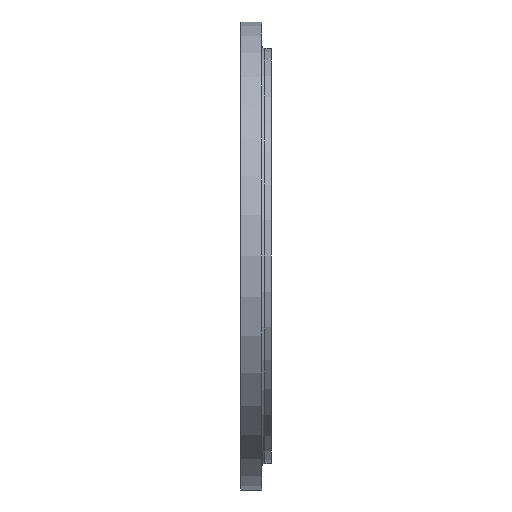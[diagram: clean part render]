
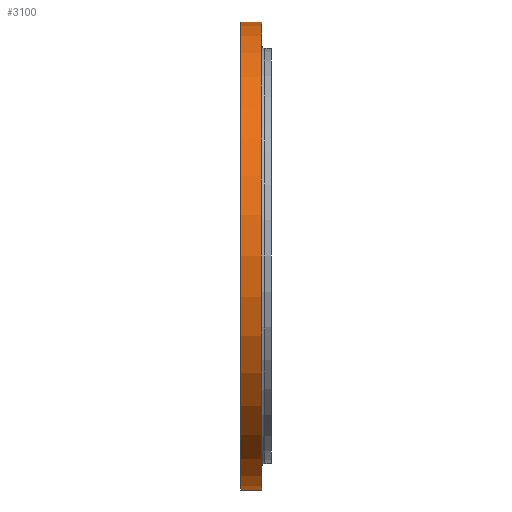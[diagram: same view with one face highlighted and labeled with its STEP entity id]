
A CAD part, front view. The second image highlights one B-rep face of the part: STEP entity #3100.
In plain terms, the highlighted cylindrical face has radius 841.375 mm (diameter 1682.75 mm), a partial arc.
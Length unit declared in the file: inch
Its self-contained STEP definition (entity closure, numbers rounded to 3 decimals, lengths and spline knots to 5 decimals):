
#149 = DIRECTION ( 'NONE',  ( 0., 0., 1. ) ) ;
#168 = DIRECTION ( 'NONE',  ( -1., 0., 0. ) ) ;
#198 = EDGE_CURVE ( 'NONE', #2321, #1561, #3272, .T. ) ;
#235 = FACE_OUTER_BOUND ( 'NONE', #2461, .T. ) ;
#252 = VERTEX_POINT ( 'NONE', #2699 ) ;
#298 = CARTESIAN_POINT ( 'NONE',  ( 2.86236, 0., -33.125 ) ) ;
#299 = EDGE_CURVE ( 'NONE', #1496, #252, #815, .T. ) ;
#385 = ORIENTED_EDGE ( 'NONE', *, *, #3525, .F. ) ;
#404 = ORIENTED_EDGE ( 'NONE', *, *, #299, .F. ) ;
#492 = DIRECTION ( 'NONE',  ( -1., 0., 0. ) ) ;
#527 = EDGE_CURVE ( 'NONE', #1496, #2321, #3468, .T. ) ;
#683 = CARTESIAN_POINT ( 'NONE',  ( 2.86236, 0., 33.125 ) ) ;
#780 = AXIS2_PLACEMENT_3D ( 'NONE', #1499, #1241, #1798 ) ;
#815 = LINE ( 'NONE', #2783, #2344 ) ;
#1048 = DIRECTION ( 'NONE',  ( -1., 0., 0. ) ) ;
#1112 = ORIENTED_EDGE ( 'NONE', *, *, #198, .T. ) ;
#1241 = DIRECTION ( 'NONE',  ( -1., 0., 0. ) ) ;
#1496 = VERTEX_POINT ( 'NONE', #298 ) ;
#1499 = CARTESIAN_POINT ( 'NONE',  ( 2.86236, 0., 0. ) ) ;
#1561 = VERTEX_POINT ( 'NONE', #1742 ) ;
#1662 = AXIS2_PLACEMENT_3D ( 'NONE', #3553, #1048, #2082 ) ;
#1742 = CARTESIAN_POINT ( 'NONE',  ( -0.13764, 0., 33.125 ) ) ;
#1798 = DIRECTION ( 'NONE',  ( 0., 0., 1. ) ) ;
#2082 = DIRECTION ( 'NONE',  ( 0., 0., 1. ) ) ;
#2105 = VECTOR ( 'NONE', #492, 39.37008 ) ;
#2106 = CYLINDRICAL_SURFACE ( 'NONE', #2945, 33.125 ) ;
#2153 = CARTESIAN_POINT ( 'NONE',  ( 0., 0., 33.125 ) ) ;
#2171 = CARTESIAN_POINT ( 'NONE',  ( 0., 0., 0. ) ) ;
#2321 = VERTEX_POINT ( 'NONE', #683 ) ;
#2344 = VECTOR ( 'NONE', #3049, 39.37008 ) ;
#2461 = EDGE_LOOP ( 'NONE', ( #404, #3539, #1112, #385 ) ) ;
#2699 = CARTESIAN_POINT ( 'NONE',  ( -0.13764, 0., -33.125 ) ) ;
#2776 = CIRCLE ( 'NONE', #1662, 33.125 ) ;
#2783 = CARTESIAN_POINT ( 'NONE',  ( 0., 0., -33.125 ) ) ;
#2945 = AXIS2_PLACEMENT_3D ( 'NONE', #2171, #168, #149 ) ;
#3049 = DIRECTION ( 'NONE',  ( -1., 0., 0. ) ) ;
#3100 = ADVANCED_FACE ( 'NONE', ( #235 ), #2106, .T. ) ;
#3272 = LINE ( 'NONE', #2153, #2105 ) ;
#3468 = CIRCLE ( 'NONE', #780, 33.125 ) ;
#3525 = EDGE_CURVE ( 'NONE', #252, #1561, #2776, .T. ) ;
#3539 = ORIENTED_EDGE ( 'NONE', *, *, #527, .T. ) ;
#3553 = CARTESIAN_POINT ( 'NONE',  ( -0.13764, 0., 0. ) ) ;
